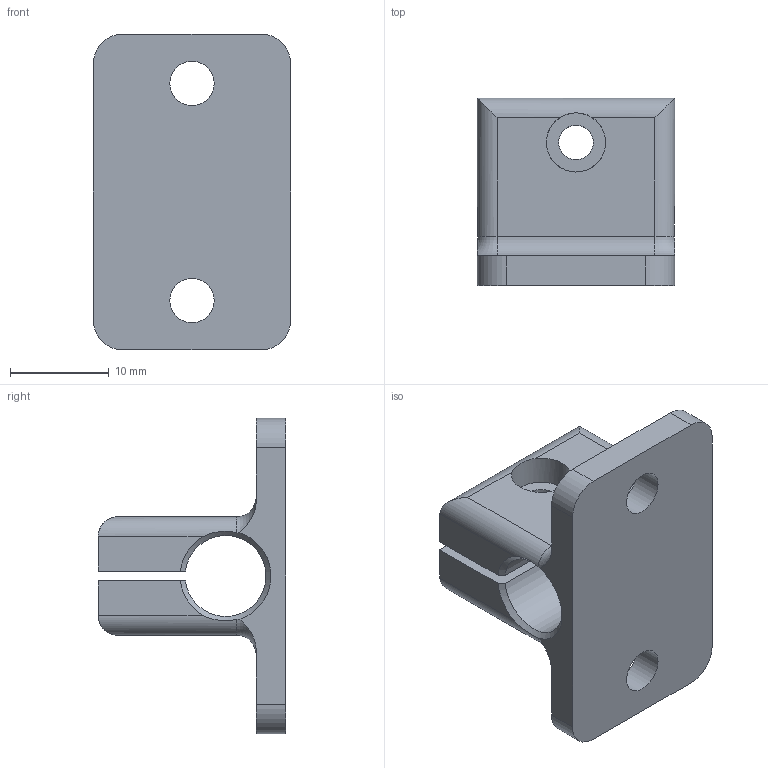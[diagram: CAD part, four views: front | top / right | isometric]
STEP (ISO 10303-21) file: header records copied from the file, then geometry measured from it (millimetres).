
FILE_DESCRIPTION(/* description */ (''),/* implementation_level */ '2;1');
FILE_NAME(/* name */ 'Y Rod Holder v2.stp',/* time_stamp */ '2019-04-07T04:00:59+01:00',/* author */ ('Ax'),/* organization */ (''),/* preprocessor_version */ 'ST-DEVELOPER v17.2',/* originating_system */ 'Autodesk Inventor 2019',/* authorisation */ '');
FILE_SCHEMA (('AUTOMOTIVE_DESIGN { 1 0 10303 214 3 1 1 }'));
Length unit declared in the file: millimetre
Products named in the file (1): Y Rod Holder v2
Bounding box: 20 x 19 x 32 mm (x, y, z)
Volume: 4135 mm3; surface area: 3309.7 mm2
Topology: 1 solids, 1 shells, 49 faces, 136 edges, 89 vertices
Faces by surface type: plane 25, cylinder 18, torus 4, cone 2
Full cylindrical faces by diameter (mm): 3.5 x2, 4.5 x2, 6 x1
Entity records: 1692 total; most frequent: CARTESIAN_POINT 370, ORIENTED_EDGE 272, DIRECTION 267, EDGE_CURVE 136, AXIS2_PLACEMENT_3D 98, VERTEX_POINT 89, LINE 71, VECTOR 71
